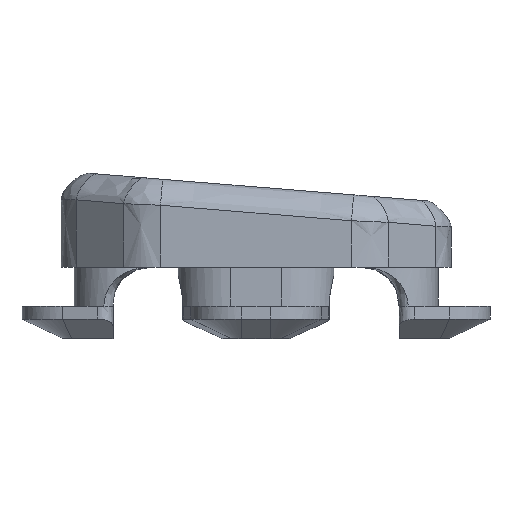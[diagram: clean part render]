
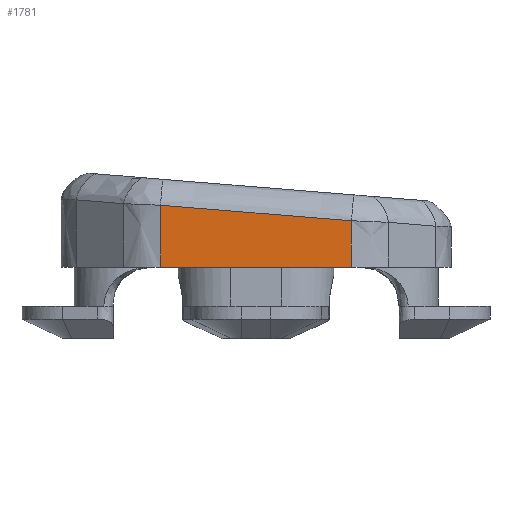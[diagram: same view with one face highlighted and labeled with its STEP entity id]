
A CAD part, left-side view. The second image highlights one B-rep face of the part: STEP entity #1781.
In plain terms, the highlighted planar face has unit normal (-1, 0, 0).
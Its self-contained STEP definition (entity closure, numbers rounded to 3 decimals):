
#63 = CARTESIAN_POINT ( 'NONE',  ( -67.094, -148.013, 4.768 ) ) ;
#88 = CARTESIAN_POINT ( 'NONE',  ( -67.094, -162.699, 3.569 ) ) ;
#113 = ORIENTED_EDGE ( 'NONE', *, *, #4606, .T. ) ;
#128 = CARTESIAN_POINT ( 'NONE',  ( -67.094, -162.699, 3.569 ) ) ;
#140 = CARTESIAN_POINT ( 'NONE',  ( -67.094, -162.699, 2.38 ) ) ;
#213 = CARTESIAN_POINT ( 'NONE',  ( -67.094, -157.804, 3.969 ) ) ;
#217 = CARTESIAN_POINT ( 'NONE',  ( -67.094, -162.699, 0. ) ) ;
#437 = CARTESIAN_POINT ( 'NONE',  ( -67.094, -148.013, 0. ) ) ;
#507 = VECTOR ( 'NONE', #1934, 1000. ) ;
#557 = CARTESIAN_POINT ( 'NONE',  ( -67.094, -162.699, 0. ) ) ;
#914 = B_SPLINE_CURVE_WITH_KNOTS ( 'NONE', 3,
 ( #63, #5447, #1769, #437 ),
 .UNSPECIFIED., .F., .F.,
 ( 4, 4 ),
 ( 0.296, 1. ),
 .UNSPECIFIED. ) ;
#1097 = DIRECTION ( 'NONE',  ( 1., 0., 0. ) ) ;
#1283 = EDGE_CURVE ( 'NONE', #2557, #4050, #4031, .T. ) ;
#1359 = VERTEX_POINT ( 'NONE', #2019 ) ;
#1648 = ORIENTED_EDGE ( 'NONE', *, *, #1283, .T. ) ;
#1769 = CARTESIAN_POINT ( 'NONE',  ( -67.094, -148.013, 1.589 ) ) ;
#1781 = ADVANCED_FACE ( 'NONE', ( #4689 ), #3380, .F. ) ;
#1880 = CARTESIAN_POINT ( 'NONE',  ( -67.094, -162.699, 3.569 ) ) ;
#1934 = DIRECTION ( 'NONE',  ( 0., -1., 0. ) ) ;
#2019 = CARTESIAN_POINT ( 'NONE',  ( -67.094, -148.013, 0. ) ) ;
#2047 = CARTESIAN_POINT ( 'NONE',  ( -67.094, -152.909, 4.368 ) ) ;
#2324 = CARTESIAN_POINT ( 'NONE',  ( -67.094, -164.356, 0. ) ) ;
#2557 = VERTEX_POINT ( 'NONE', #1880 ) ;
#2696 = AXIS2_PLACEMENT_3D ( 'NONE', #2891, #1097, #4750 ) ;
#2891 = CARTESIAN_POINT ( 'NONE',  ( -67.094, -164.356, 50.8 ) ) ;
#3120 = VERTEX_POINT ( 'NONE', #217 ) ;
#3380 = PLANE ( 'NONE',  #2696 ) ;
#3553 = ORIENTED_EDGE ( 'NONE', *, *, #4652, .T. ) ;
#3812 = ORIENTED_EDGE ( 'NONE', *, *, #5073, .T. ) ;
#4031 = B_SPLINE_CURVE_WITH_KNOTS ( 'NONE', 3,
 ( #128, #213, #2047, #5161 ),
 .UNSPECIFIED., .F., .F.,
 ( 4, 4 ),
 ( 0., 1. ),
 .UNSPECIFIED. ) ;
#4050 = VERTEX_POINT ( 'NONE', #4328 ) ;
#4328 = CARTESIAN_POINT ( 'NONE',  ( -67.094, -148.013, 4.768 ) ) ;
#4606 = EDGE_CURVE ( 'NONE', #4050, #1359, #914, .T. ) ;
#4652 = EDGE_CURVE ( 'NONE', #3120, #2557, #4702, .T. ) ;
#4689 = FACE_OUTER_BOUND ( 'NONE', #5402, .T. ) ;
#4702 = B_SPLINE_CURVE_WITH_KNOTS ( 'NONE', 3,
 ( #557, #5205, #140, #88 ),
 .UNSPECIFIED., .F., .F.,
 ( 4, 4 ),
 ( 0., 0.64 ),
 .UNSPECIFIED. ) ;
#4750 = DIRECTION ( 'NONE',  ( 0., 0., -1. ) ) ;
#5073 = EDGE_CURVE ( 'NONE', #1359, #3120, #5588, .T. ) ;
#5161 = CARTESIAN_POINT ( 'NONE',  ( -67.094, -148.013, 4.768 ) ) ;
#5205 = CARTESIAN_POINT ( 'NONE',  ( -67.094, -162.699, 1.19 ) ) ;
#5402 = EDGE_LOOP ( 'NONE', ( #3553, #1648, #113, #3812 ) ) ;
#5447 = CARTESIAN_POINT ( 'NONE',  ( -67.094, -148.013, 3.178 ) ) ;
#5588 = LINE ( 'NONE', #2324, #507 ) ;
